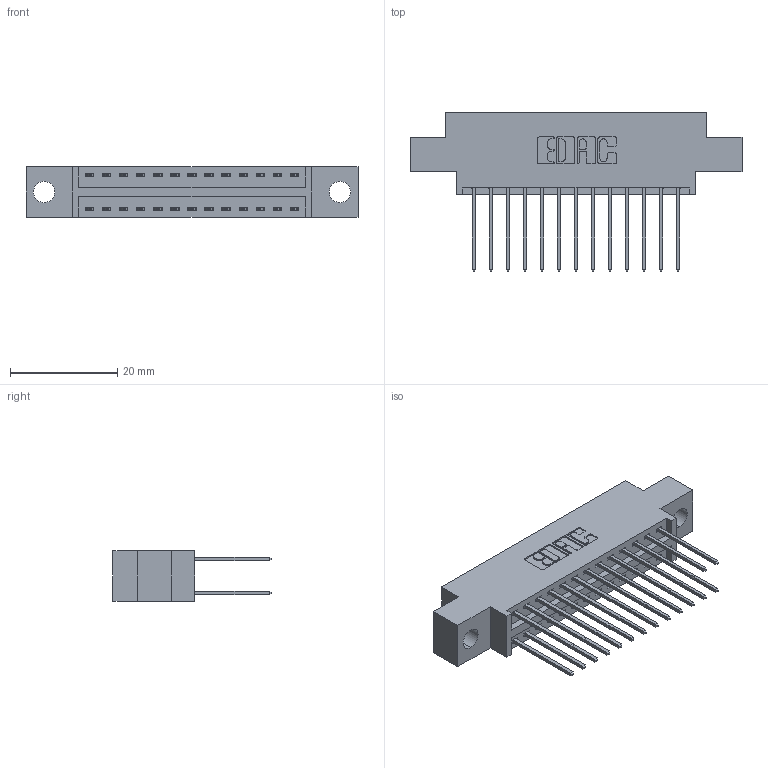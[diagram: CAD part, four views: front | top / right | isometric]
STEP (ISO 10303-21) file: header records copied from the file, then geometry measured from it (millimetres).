
FILE_DESCRIPTION (( 'STEP AP203' ), '1' );
FILE_NAME ('396-026-540-804.STEP', '2019-11-01T19:04:56', ( '' ), ( '' ), 'SwSTEP 2.0', 'SolidWorks 2016', '' );
FILE_SCHEMA (( 'CONFIG_CONTROL_DESIGN' ));
Length unit declared in the file: inch
Products named in the file (3): 346 Part_0.170 Offset - 0.156 Dia-TH; 345-292-001_345-293-140; 396-026-540-804
Assembly tree (27 placements, depth 2):
  396-026-540-804
    346 Part_0.170 Offset - 0.156 Dia-TH
    345-292-001_345-293-140  x26
Bounding box: 61.85 x 29.46 x 9.4 mm (x, y, z)
Volume: 5661.9 mm3; surface area: 7786 mm2
Topology: 27 solids, 27 shells, 1478 faces, 4371 edges, 2878 vertices
Faces by surface type: plane 990, cylinder 488
Entity records: 12541 total; most frequent: CARTESIAN_POINT 2108, ORIENTED_EDGE 2042, DIRECTION 1909, EDGE_CURVE 1021, VECTOR 837, LINE 837, VERTEX_POINT 678, AXIS2_PLACEMENT_3D 536
